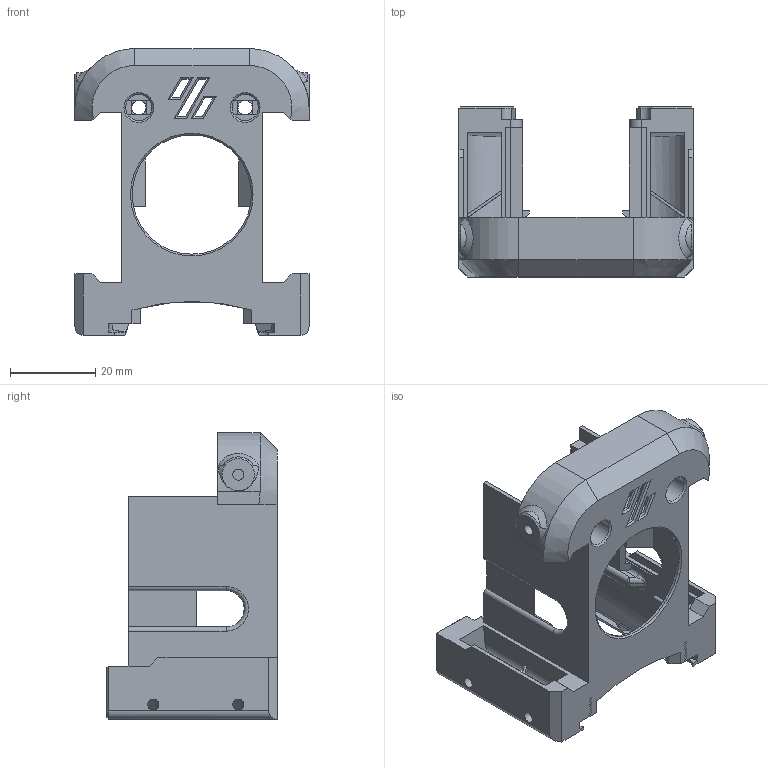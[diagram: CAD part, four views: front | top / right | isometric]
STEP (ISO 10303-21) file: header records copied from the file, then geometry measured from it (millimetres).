
FILE_DESCRIPTION(/* description */ (''),/* implementation_level */ '2;1');
FILE_NAME(/* name */ 'DragonBrick Shroud with Carto.step',/* time_stamp */ '2025-07-07T09:19:58+08:00',/* author */ (''),/* organization */ (''),/* preprocessor_version */ 'ST-DEVELOPER v20.1',/* originating_system */ 'Autodesk Translation Framework v14.10.0.0',/* authorisation */ '');
FILE_SCHEMA (('AUTOMOTIVE_DESIGN { 1 0 10303 214 3 1 1 }'));
Length unit declared in the file: millimetre
Products named in the file (1): Shroud
Bounding box: 55 x 40 x 67.41 mm (x, y, z)
Volume: 20341.5 mm3; surface area: 19171.3 mm2
Topology: 1 solids, 2 shells, 412 faces, 1129 edges, 727 vertices
Faces by surface type: plane 233, cylinder 132, cone 22, bspline 17, sphere 4, torus 4
Full cylindrical faces by diameter (mm): 2.529 x12, 2.6 x6, 2.9 x2, 3.086 x6, 3.4 x2, 4.7 x4, 6.2 x2, 28 x1
Entity records: 17096 total; most frequent: CARTESIAN_POINT 6752, ORIENTED_EDGE 2256, DIRECTION 1994, EDGE_CURVE 1128, LINE 730, VECTOR 730, VERTEX_POINT 727, AXIS2_PLACEMENT_3D 632
